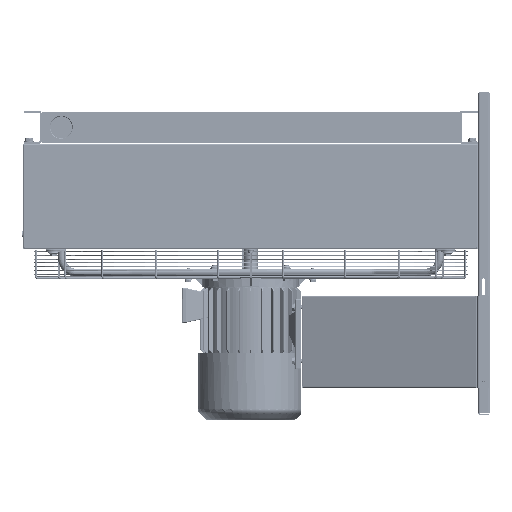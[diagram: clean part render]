
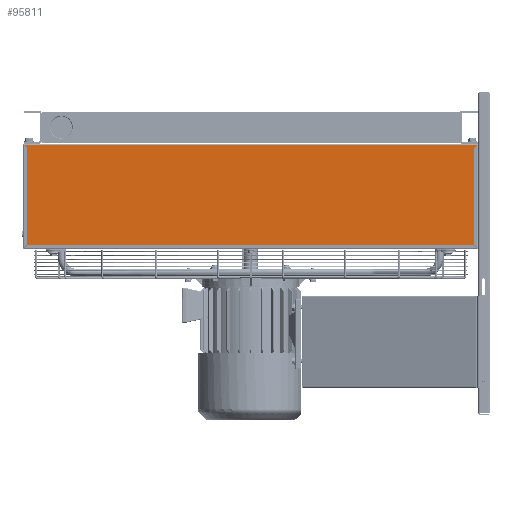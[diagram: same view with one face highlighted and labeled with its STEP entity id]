
A CAD part, left-side view. The second image highlights one B-rep face of the part: STEP entity #95811.
In plain terms, the highlighted planar face has unit normal (-1, 0, 0).
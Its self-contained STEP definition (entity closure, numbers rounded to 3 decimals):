
#95684=CARTESIAN_POINT('',(-590.5,-588.5,268.75));
#95685=VERTEX_POINT('',#95684);
#95710=CARTESIAN_POINT('',(-590.5,0.,136.25));
#95711=DIRECTION('',(1.0,0.0,0.0));
#95712=DIRECTION('',(0.0,0.0,1.0));
#95713=AXIS2_PLACEMENT_3D('',#95710,#95711,#95712);
#95714=PLANE('',#95713);
#95715=CARTESIAN_POINT('',(-590.5,580.5,260.75));
#95716=VERTEX_POINT('',#95715);
#95717=CARTESIAN_POINT('',(-590.5,588.5,268.75));
#95718=VERTEX_POINT('',#95717);
#95719=CARTESIAN_POINT('',(-590.5,580.5,260.75));
#95720=DIRECTION('',(0.0,0.707,0.707));
#95721=VECTOR('',#95720,11.314);
#95722=LINE('',#95719,#95721);
#95723=EDGE_CURVE('',#95716,#95718,#95722,.T.);
#95724=ORIENTED_EDGE('',*,*,#95723,.F.);
#95725=CARTESIAN_POINT('',(-590.5,580.5,11.164));
#95726=VERTEX_POINT('',#95725);
#95727=CARTESIAN_POINT('',(-590.5,580.5,11.164));
#95728=DIRECTION('',(0.0,0.0,1.0));
#95729=VECTOR('',#95728,249.586);
#95730=LINE('',#95727,#95729);
#95731=EDGE_CURVE('',#95726,#95716,#95730,.T.);
#95732=ORIENTED_EDGE('',*,*,#95731,.F.);
#95733=CARTESIAN_POINT('',(-590.5,587.914,3.75));
#95734=VERTEX_POINT('',#95733);
#95735=CARTESIAN_POINT('',(-590.5,580.5,11.164));
#95736=DIRECTION('',(0.,0.707,-0.707));
#95737=VECTOR('',#95736,10.485);
#95738=LINE('',#95735,#95737);
#95739=EDGE_CURVE('',#95726,#95734,#95738,.T.);
#95740=ORIENTED_EDGE('',*,*,#95739,.T.);
#95741=CARTESIAN_POINT('',(-590.5,585.086,3.75));
#95742=VERTEX_POINT('',#95741);
#95743=CARTESIAN_POINT('',(-590.5,587.914,3.75));
#95744=DIRECTION('',(0.0,-1.0,0.0));
#95745=VECTOR('',#95744,2.828);
#95746=LINE('',#95743,#95745);
#95747=EDGE_CURVE('',#95734,#95742,#95746,.T.);
#95748=ORIENTED_EDGE('',*,*,#95747,.T.);
#95749=CARTESIAN_POINT('',(-590.5,579.086,9.75));
#95750=VERTEX_POINT('',#95749);
#95751=CARTESIAN_POINT('',(-590.5,585.086,3.75));
#95752=DIRECTION('',(0.,-0.707,0.707));
#95753=VECTOR('',#95752,8.485);
#95754=LINE('',#95751,#95753);
#95755=EDGE_CURVE('',#95742,#95750,#95754,.T.);
#95756=ORIENTED_EDGE('',*,*,#95755,.T.);
#95757=CARTESIAN_POINT('',(-590.5,-579.086,9.75));
#95758=VERTEX_POINT('',#95757);
#95759=CARTESIAN_POINT('',(-590.5,-579.086,9.75));
#95760=DIRECTION('',(0.0,1.0,0.0));
#95761=VECTOR('',#95760,1158.172);
#95762=LINE('',#95759,#95761);
#95763=EDGE_CURVE('',#95758,#95750,#95762,.T.);
#95764=ORIENTED_EDGE('',*,*,#95763,.F.);
#95765=CARTESIAN_POINT('',(-590.5,-585.086,3.75));
#95766=VERTEX_POINT('',#95765);
#95767=CARTESIAN_POINT('',(-590.5,-579.086,9.75));
#95768=DIRECTION('',(0.,-0.707,-0.707));
#95769=VECTOR('',#95768,8.485);
#95770=LINE('',#95767,#95769);
#95771=EDGE_CURVE('',#95758,#95766,#95770,.T.);
#95772=ORIENTED_EDGE('',*,*,#95771,.T.);
#95773=CARTESIAN_POINT('',(-590.5,-587.914,3.75));
#95774=VERTEX_POINT('',#95773);
#95775=CARTESIAN_POINT('',(-590.5,-585.086,3.75));
#95776=DIRECTION('',(0.0,-1.0,0.0));
#95777=VECTOR('',#95776,2.828);
#95778=LINE('',#95775,#95777);
#95779=EDGE_CURVE('',#95766,#95774,#95778,.T.);
#95780=ORIENTED_EDGE('',*,*,#95779,.T.);
#95781=CARTESIAN_POINT('',(-590.5,-580.5,11.164));
#95782=VERTEX_POINT('',#95781);
#95783=CARTESIAN_POINT('',(-590.5,-587.914,3.75));
#95784=DIRECTION('',(0.,0.707,0.707));
#95785=VECTOR('',#95784,10.485);
#95786=LINE('',#95783,#95785);
#95787=EDGE_CURVE('',#95774,#95782,#95786,.T.);
#95788=ORIENTED_EDGE('',*,*,#95787,.T.);
#95789=CARTESIAN_POINT('',(-590.5,-580.5,260.75));
#95790=VERTEX_POINT('',#95789);
#95791=CARTESIAN_POINT('',(-590.5,-580.5,260.75));
#95792=DIRECTION('',(0.0,0.0,-1.0));
#95793=VECTOR('',#95792,249.586);
#95794=LINE('',#95791,#95793);
#95795=EDGE_CURVE('',#95790,#95782,#95794,.T.);
#95796=ORIENTED_EDGE('',*,*,#95795,.F.);
#95797=CARTESIAN_POINT('',(-590.5,-588.5,268.75));
#95798=DIRECTION('',(0.0,0.707,-0.707));
#95799=VECTOR('',#95798,11.314);
#95800=LINE('',#95797,#95799);
#95801=EDGE_CURVE('',#95685,#95790,#95800,.T.);
#95802=ORIENTED_EDGE('',*,*,#95801,.F.);
#95803=CARTESIAN_POINT('',(-590.5,-588.5,268.75));
#95804=DIRECTION('',(0.0,1.0,0.0));
#95805=VECTOR('',#95804,1177.0);
#95806=LINE('',#95803,#95805);
#95807=EDGE_CURVE('',#95685,#95718,#95806,.T.);
#95808=ORIENTED_EDGE('',*,*,#95807,.T.);
#95809=EDGE_LOOP('',(#95724,#95732,#95740,#95748,#95756,#95764,#95772,#95780,#95788,#95796,#95802,#95808));
#95810=FACE_OUTER_BOUND('',#95809,.T.);
#95811=ADVANCED_FACE('',(#95810),#95714,.F.);
